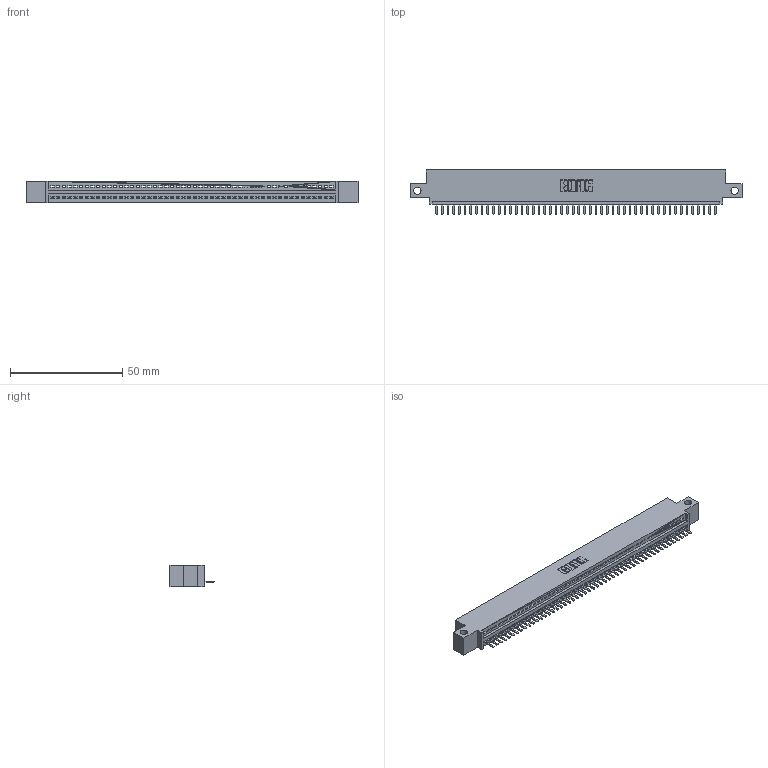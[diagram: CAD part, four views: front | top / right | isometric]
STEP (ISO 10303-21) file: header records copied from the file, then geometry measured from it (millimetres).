
FILE_DESCRIPTION (( 'STEP AP203' ), '1' );
FILE_NAME ('345-050-520-412.STEP', '2018-09-14T03:00:46', ( '' ), ( '' ), 'SwSTEP 2.0', 'SolidWorks 2016', '' );
FILE_SCHEMA (( 'CONFIG_CONTROL_DESIGN' ));
Length unit declared in the file: inch
Products named in the file (3): 345 Part_0.110 Offset - Side Mount; 345-292-001_345-293-120; 345-050-520-412
Assembly tree (51 placements, depth 2):
  345-050-520-412
    345 Part_0.110 Offset - Side Mount
    345-292-001_345-293-120  x50
Bounding box: 148.21 x 19.68 x 9.4 mm (x, y, z)
Volume: 428.7 mm3; surface area: 17973.4 mm2
Topology: 50 solids, 51 shells, 3230 faces, 9553 edges, 6229 vertices
Faces by surface type: plane 2184, cylinder 1046
Entity records: 36803 total; most frequent: CARTESIAN_POINT 6394, ORIENTED_EDGE 6366, DIRECTION 5559, EDGE_CURVE 3183, VECTOR 2847, LINE 2847, VERTEX_POINT 2118, AXIS2_PLACEMENT_3D 1356
